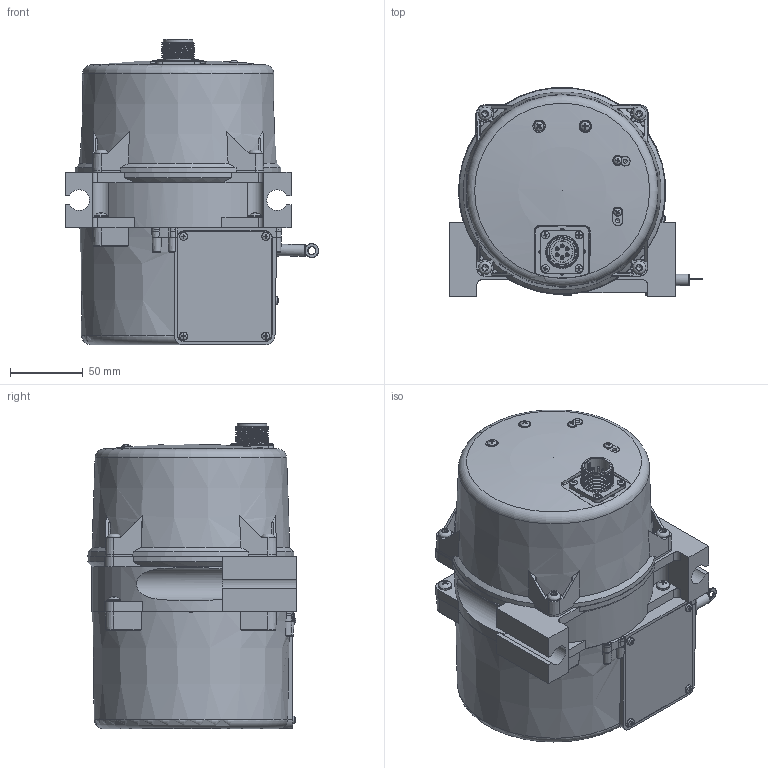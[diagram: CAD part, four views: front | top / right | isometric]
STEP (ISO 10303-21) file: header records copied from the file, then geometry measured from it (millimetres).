
FILE_DESCRIPTION(/* description */ (''),/* implementation_level */ '2;1');
FILE_NAME(/* name */ 'HX2K-100-800-E1.stp',/* time_stamp */ '2016-01-27T08:41:04-08:00',/* author */ ('JP'),/* organization */ (''),/* preprocessor_version */ 'ST-DEVELOPER v15.6',/* originating_system */ 'Autodesk Inventor 2015',/* authorisation */ '');
FILE_SCHEMA (('AUTOMOTIVE_DESIGN { 1 0 10303 214 3 1 1 }'));
Products named in the file (1): HX2K-100-800-E1
Bounding box: 173.91 x 143.26 x 209.27 mm (x, y, z)
Volume: 521369.4 mm3; surface area: 306761.7 mm2
Topology: 1 solids, 55 shells, 1860 faces, 4888 edges, 3195 vertices
Faces by surface type: plane 745, cone 507, cylinder 254, torus 203, bspline 109, sphere 42
Full cylindrical faces by diameter (mm): 1.587 x13, 1.778 x6, 2.156 x4, 2.54 x18, 2.845 x31, 3.048 x4, 3.175 x6, 3.505 x2, 3.683 x8, 3.962 x1, 4.763 x3, 4.826 x9, 5.08 x1, 5.105 x4, 5.563 x2, 6.35 x2, 6.858 x2, 7.925 x3, 7.938 x2, 9.169 x4, 9.474 x4, 9.525 x4, 12.7 x1, 15.875 x1, 15.9 x1, 17.526 x1, 19.05 x1, 20.32 x1, 22.225 x9, 132.334 x1
Entity records: 68829 total; most frequent: CARTESIAN_POINT 25870, ORIENTED_EDGE 8608, DIRECTION 8068, EDGE_CURVE 4304, AXIS2_PLACEMENT_3D 3447, VERTEX_POINT 2985, EDGE_LOOP 2371, FACE_OUTER_BOUND 1850
